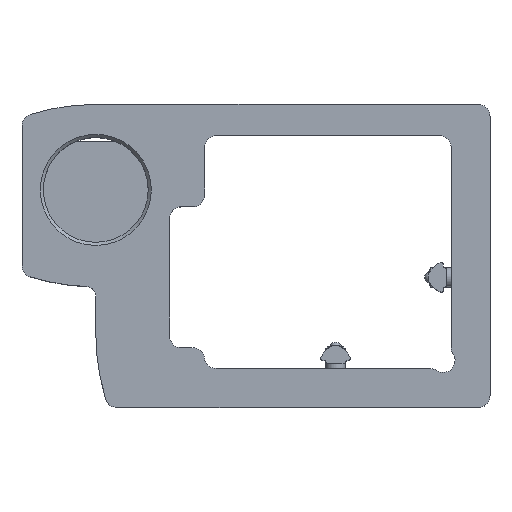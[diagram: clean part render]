
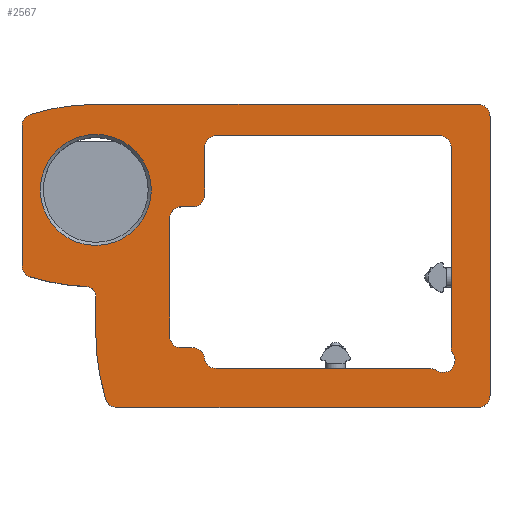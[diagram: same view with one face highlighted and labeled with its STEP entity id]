
A CAD part, top view. The second image highlights one B-rep face of the part: STEP entity #2567.
In plain terms, the highlighted planar face has unit normal (0, 0, 1).
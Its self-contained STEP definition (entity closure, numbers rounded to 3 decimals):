
#131=CIRCLE('',#2752,3.);
#133=CIRCLE('',#2755,57.);
#135=CIRCLE('',#2758,2.5);
#137=CIRCLE('',#2762,57.);
#139=CIRCLE('',#2765,3.);
#143=CIRCLE('',#2771,3.);
#147=CIRCLE('',#2777,3.);
#149=CIRCLE('',#2781,57.);
#151=CIRCLE('',#2784,3.);
#153=CIRCLE('',#2788,3.);
#155=CIRCLE('',#2792,3.);
#157=CIRCLE('',#2796,3.);
#161=CIRCLE('',#2802,3.);
#163=CIRCLE('',#2805,3.);
#165=CIRCLE('',#2808,3.);
#169=CIRCLE('',#2814,3.);
#171=CIRCLE('',#2817,3.);
#173=CIRCLE('',#2821,3.);
#175=CIRCLE('',#2825,3.);
#178=CIRCLE('',#2830,14.3);
#496=ORIENTED_EDGE('',*,*,#1156,.T.);
#497=ORIENTED_EDGE('',*,*,#1098,.F.);
#498=ORIENTED_EDGE('',*,*,#1102,.F.);
#499=ORIENTED_EDGE('',*,*,#1105,.T.);
#500=ORIENTED_EDGE('',*,*,#1108,.F.);
#501=ORIENTED_EDGE('',*,*,#1111,.F.);
#502=ORIENTED_EDGE('',*,*,#1114,.F.);
#503=ORIENTED_EDGE('',*,*,#1117,.F.);
#504=ORIENTED_EDGE('',*,*,#1122,.F.);
#505=ORIENTED_EDGE('',*,*,#1125,.T.);
#506=ORIENTED_EDGE('',*,*,#1128,.F.);
#507=ORIENTED_EDGE('',*,*,#1131,.T.);
#508=ORIENTED_EDGE('',*,*,#1136,.F.);
#509=ORIENTED_EDGE('',*,*,#1139,.F.);
#510=ORIENTED_EDGE('',*,*,#1142,.T.);
#511=ORIENTED_EDGE('',*,*,#1145,.F.);
#512=ORIENTED_EDGE('',*,*,#1148,.F.);
#513=ORIENTED_EDGE('',*,*,#1151,.F.);
#514=ORIENTED_EDGE('',*,*,#1054,.T.);
#515=ORIENTED_EDGE('',*,*,#1058,.T.);
#516=ORIENTED_EDGE('',*,*,#1061,.T.);
#517=ORIENTED_EDGE('',*,*,#1064,.F.);
#518=ORIENTED_EDGE('',*,*,#1067,.T.);
#519=ORIENTED_EDGE('',*,*,#1070,.T.);
#520=ORIENTED_EDGE('',*,*,#1073,.T.);
#521=ORIENTED_EDGE('',*,*,#1078,.T.);
#522=ORIENTED_EDGE('',*,*,#1081,.T.);
#523=ORIENTED_EDGE('',*,*,#1086,.T.);
#524=ORIENTED_EDGE('',*,*,#1089,.T.);
#525=ORIENTED_EDGE('',*,*,#1092,.T.);
#526=ORIENTED_EDGE('',*,*,#1095,.T.);
#527=ORIENTED_EDGE('',*,*,#1153,.T.);
#1054=EDGE_CURVE('',#1415,#1416,#1669,.T.);
#1058=EDGE_CURVE('',#1416,#1419,#131,.T.);
#1061=EDGE_CURVE('',#1419,#1421,#133,.T.);
#1064=EDGE_CURVE('',#1423,#1421,#135,.T.);
#1067=EDGE_CURVE('',#1423,#1425,#1676,.T.);
#1070=EDGE_CURVE('',#1425,#1427,#137,.T.);
#1073=EDGE_CURVE('',#1427,#1429,#139,.T.);
#1078=EDGE_CURVE('',#1429,#1433,#1681,.T.);
#1081=EDGE_CURVE('',#1433,#1435,#143,.T.);
#1086=EDGE_CURVE('',#1435,#1439,#1685,.T.);
#1089=EDGE_CURVE('',#1439,#1441,#147,.T.);
#1092=EDGE_CURVE('',#1441,#1443,#1689,.T.);
#1095=EDGE_CURVE('',#1443,#1445,#149,.T.);
#1098=EDGE_CURVE('',#1447,#1448,#151,.T.);
#1102=EDGE_CURVE('',#1451,#1447,#1695,.T.);
#1105=EDGE_CURVE('',#1451,#1453,#153,.T.);
#1108=EDGE_CURVE('',#1455,#1453,#1699,.T.);
#1111=EDGE_CURVE('',#1457,#1455,#155,.T.);
#1114=EDGE_CURVE('',#1459,#1457,#1703,.T.);
#1117=EDGE_CURVE('',#1461,#1459,#157,.T.);
#1122=EDGE_CURVE('',#1465,#1461,#1707,.T.);
#1125=EDGE_CURVE('',#1465,#1467,#161,.T.);
#1128=EDGE_CURVE('',#1469,#1467,#163,.T.);
#1131=EDGE_CURVE('',#1469,#1471,#165,.T.);
#1136=EDGE_CURVE('',#1475,#1471,#1713,.T.);
#1139=EDGE_CURVE('',#1477,#1475,#169,.T.);
#1142=EDGE_CURVE('',#1477,#1479,#171,.T.);
#1145=EDGE_CURVE('',#1481,#1479,#1718,.T.);
#1148=EDGE_CURVE('',#1483,#1481,#173,.T.);
#1151=EDGE_CURVE('',#1448,#1483,#1722,.T.);
#1153=EDGE_CURVE('',#1445,#1415,#175,.T.);
#1156=EDGE_CURVE('',#1486,#1486,#178,.T.);
#1415=VERTEX_POINT('',#3868);
#1416=VERTEX_POINT('',#3869);
#1419=VERTEX_POINT('',#3877);
#1421=VERTEX_POINT('',#3883);
#1423=VERTEX_POINT('',#3889);
#1425=VERTEX_POINT('',#3895);
#1427=VERTEX_POINT('',#3901);
#1429=VERTEX_POINT('',#3907);
#1433=VERTEX_POINT('',#3917);
#1435=VERTEX_POINT('',#3923);
#1439=VERTEX_POINT('',#3933);
#1441=VERTEX_POINT('',#3939);
#1443=VERTEX_POINT('',#3945);
#1445=VERTEX_POINT('',#3951);
#1447=VERTEX_POINT('',#3957);
#1448=VERTEX_POINT('',#3958);
#1451=VERTEX_POINT('',#3966);
#1453=VERTEX_POINT('',#3972);
#1455=VERTEX_POINT('',#3978);
#1457=VERTEX_POINT('',#3984);
#1459=VERTEX_POINT('',#3990);
#1461=VERTEX_POINT('',#3996);
#1465=VERTEX_POINT('',#4006);
#1467=VERTEX_POINT('',#4012);
#1469=VERTEX_POINT('',#4018);
#1471=VERTEX_POINT('',#4024);
#1475=VERTEX_POINT('',#4034);
#1477=VERTEX_POINT('',#4040);
#1479=VERTEX_POINT('',#4046);
#1481=VERTEX_POINT('',#4052);
#1483=VERTEX_POINT('',#4058);
#1486=VERTEX_POINT('',#4073);
#1669=LINE('',#3867,#1852);
#1676=LINE('',#3894,#1859);
#1681=LINE('',#3916,#1864);
#1685=LINE('',#3932,#1868);
#1689=LINE('',#3944,#1872);
#1695=LINE('',#3965,#1878);
#1699=LINE('',#3977,#1882);
#1703=LINE('',#3989,#1886);
#1707=LINE('',#4005,#1890);
#1713=LINE('',#4033,#1896);
#1718=LINE('',#4051,#1901);
#1722=LINE('',#4063,#1905);
#1852=VECTOR('',#3064,1000.);
#1859=VECTOR('',#3091,1000.);
#1864=VECTOR('',#3114,1000.);
#1868=VECTOR('',#3130,1000.);
#1872=VECTOR('',#3142,1000.);
#1878=VECTOR('',#3162,1000.);
#1882=VECTOR('',#3174,1000.);
#1886=VECTOR('',#3186,1000.);
#1890=VECTOR('',#3202,1000.);
#1896=VECTOR('',#3232,1000.);
#1901=VECTOR('',#3251,1000.);
#1905=VECTOR('',#3263,1000.);
#2077=EDGE_LOOP('',(#496));
#2078=EDGE_LOOP('',(#497,#498,#499,#500,#501,#502,#503,#504,#505,#506,#507,
#508,#509,#510,#511,#512,#513));
#2079=EDGE_LOOP('',(#514,#515,#516,#517,#518,#519,#520,#521,#522,#523,#524,
#525,#526,#527));
#2290=FACE_BOUND('',#2077,.T.);
#2291=FACE_BOUND('',#2078,.T.);
#2292=FACE_BOUND('',#2079,.T.);
#2476=PLANE('',#2829);
#2567=ADVANCED_FACE('',(#2290,#2291,#2292),#2476,.T.);
#2752=AXIS2_PLACEMENT_3D('',#3876,#3070,#3071);
#2755=AXIS2_PLACEMENT_3D('',#3882,#3077,#3078);
#2758=AXIS2_PLACEMENT_3D('',#3888,#3084,#3085);
#2762=AXIS2_PLACEMENT_3D('',#3900,#3096,#3097);
#2765=AXIS2_PLACEMENT_3D('',#3906,#3103,#3104);
#2771=AXIS2_PLACEMENT_3D('',#3922,#3119,#3120);
#2777=AXIS2_PLACEMENT_3D('',#3938,#3135,#3136);
#2781=AXIS2_PLACEMENT_3D('',#3950,#3147,#3148);
#2784=AXIS2_PLACEMENT_3D('',#3956,#3154,#3155);
#2788=AXIS2_PLACEMENT_3D('',#3971,#3167,#3168);
#2792=AXIS2_PLACEMENT_3D('',#3983,#3179,#3180);
#2796=AXIS2_PLACEMENT_3D('',#3995,#3191,#3192);
#2802=AXIS2_PLACEMENT_3D('',#4011,#3207,#3208);
#2805=AXIS2_PLACEMENT_3D('',#4017,#3214,#3215);
#2808=AXIS2_PLACEMENT_3D('',#4023,#3221,#3222);
#2814=AXIS2_PLACEMENT_3D('',#4039,#3237,#3238);
#2817=AXIS2_PLACEMENT_3D('',#4045,#3244,#3245);
#2821=AXIS2_PLACEMENT_3D('',#4057,#3256,#3257);
#2825=AXIS2_PLACEMENT_3D('',#4066,#3267,#3268);
#2829=AXIS2_PLACEMENT_3D('',#4071,#3275,#3276);
#2830=AXIS2_PLACEMENT_3D('',#4072,#3277,#3278);
#3064=DIRECTION('',(0.,-1.,0.));
#3070=DIRECTION('',(0.,0.,1.));
#3071=DIRECTION('',(1.,0.,0.));
#3077=DIRECTION('',(0.,0.,1.));
#3078=DIRECTION('',(1.,0.,0.));
#3084=DIRECTION('',(0.,0.,1.));
#3085=DIRECTION('',(1.,0.,0.));
#3091=DIRECTION('',(0.,-1.,0.));
#3096=DIRECTION('',(0.,0.,1.));
#3097=DIRECTION('',(1.,0.,0.));
#3103=DIRECTION('',(0.,0.,1.));
#3104=DIRECTION('',(1.,0.,0.));
#3114=DIRECTION('',(1.,0.,0.));
#3119=DIRECTION('',(0.,0.,1.));
#3120=DIRECTION('',(1.,0.,0.));
#3130=DIRECTION('',(0.,1.,0.));
#3135=DIRECTION('',(0.,0.,1.));
#3136=DIRECTION('',(1.,0.,0.));
#3142=DIRECTION('',(-1.,0.,0.));
#3147=DIRECTION('',(0.,0.,1.));
#3148=DIRECTION('',(1.,0.,0.));
#3154=DIRECTION('',(0.,0.,1.));
#3155=DIRECTION('',(1.,0.,0.));
#3162=DIRECTION('',(-1.,0.,0.));
#3167=DIRECTION('',(0.,0.,1.));
#3168=DIRECTION('',(1.,0.,0.));
#3174=DIRECTION('',(0.,-1.,0.));
#3179=DIRECTION('',(0.,0.,1.));
#3180=DIRECTION('',(1.,0.,0.));
#3186=DIRECTION('',(-1.,0.,0.));
#3191=DIRECTION('',(0.,0.,1.));
#3192=DIRECTION('',(1.,0.,0.));
#3202=DIRECTION('',(0.,1.,0.));
#3207=DIRECTION('',(0.,0.,1.));
#3208=DIRECTION('',(1.,0.,0.));
#3214=DIRECTION('',(0.,0.,1.));
#3215=DIRECTION('',(1.,0.,0.));
#3221=DIRECTION('',(0.,0.,1.));
#3222=DIRECTION('',(1.,0.,0.));
#3232=DIRECTION('',(1.,0.,0.));
#3237=DIRECTION('',(0.,0.,1.));
#3238=DIRECTION('',(1.,0.,0.));
#3244=DIRECTION('',(0.,0.,1.));
#3245=DIRECTION('',(1.,0.,0.));
#3251=DIRECTION('',(1.,0.,0.));
#3256=DIRECTION('',(0.,0.,1.));
#3257=DIRECTION('',(1.,0.,0.));
#3263=DIRECTION('',(0.,-1.,0.));
#3267=DIRECTION('',(0.,0.,1.));
#3268=DIRECTION('',(1.,0.,0.));
#3275=DIRECTION('',(0.,0.,1.));
#3276=DIRECTION('',(1.,0.,0.));
#3277=DIRECTION('',(0.,0.,-1.));
#3278=DIRECTION('',(-1.,0.,0.));
#3867=CARTESIAN_POINT('',(-60.25,72.575,0.));
#3868=CARTESIAN_POINT('',(-60.25,72.575,0.));
#3869=CARTESIAN_POINT('',(-60.25,36.475,0.));
#3876=CARTESIAN_POINT('',(-57.25,36.475,0.));
#3877=CARTESIAN_POINT('',(-58.139,33.61,0.));
#3882=CARTESIAN_POINT('',(-41.25,88.05,0.));
#3883=CARTESIAN_POINT('',(-43.645,31.1,0.));
#3888=CARTESIAN_POINT('',(-43.75,28.603,0.));
#3889=CARTESIAN_POINT('',(-41.25,28.603,0.));
#3894=CARTESIAN_POINT('',(-41.25,28.603,0.));
#3895=CARTESIAN_POINT('',(-41.25,19.,0.));
#3900=CARTESIAN_POINT('',(15.75,19.,0.));
#3901=CARTESIAN_POINT('',(-38.69,2.111,0.));
#3906=CARTESIAN_POINT('',(-35.825,3.,0.));
#3907=CARTESIAN_POINT('',(-35.825,0.,0.));
#3916=CARTESIAN_POINT('',(-35.825,0.,0.));
#3917=CARTESIAN_POINT('',(57.25,0.,0.));
#3922=CARTESIAN_POINT('',(57.25,3.,0.));
#3923=CARTESIAN_POINT('',(60.25,3.,0.));
#3932=CARTESIAN_POINT('',(60.25,3.,0.));
#3933=CARTESIAN_POINT('',(60.25,75.,0.));
#3938=CARTESIAN_POINT('',(57.25,75.,0.));
#3939=CARTESIAN_POINT('',(57.25,78.,0.));
#3944=CARTESIAN_POINT('',(57.25,78.,0.));
#3945=CARTESIAN_POINT('',(-41.25,78.,0.));
#3950=CARTESIAN_POINT('',(-41.25,21.,0.));
#3951=CARTESIAN_POINT('',(-58.139,75.44,0.));
#3956=CARTESIAN_POINT('',(-19.25,48.65,0.));
#3957=CARTESIAN_POINT('',(-19.25,51.65,0.));
#3958=CARTESIAN_POINT('',(-22.25,48.65,0.));
#3965=CARTESIAN_POINT('',(-16.25,51.65,0.));
#3966=CARTESIAN_POINT('',(-16.25,51.65,0.));
#3971=CARTESIAN_POINT('',(-16.25,54.65,0.));
#3972=CARTESIAN_POINT('',(-13.25,54.65,0.));
#3977=CARTESIAN_POINT('',(-13.25,67.,0.));
#3978=CARTESIAN_POINT('',(-13.25,67.,0.));
#3983=CARTESIAN_POINT('',(-10.25,67.,0.));
#3984=CARTESIAN_POINT('',(-10.25,70.,0.));
#3989=CARTESIAN_POINT('',(47.25,70.,0.));
#3990=CARTESIAN_POINT('',(47.25,70.,0.));
#3995=CARTESIAN_POINT('',(47.25,67.,0.));
#3996=CARTESIAN_POINT('',(50.25,67.,0.));
#4005=CARTESIAN_POINT('',(50.25,15.317,0.));
#4006=CARTESIAN_POINT('',(50.25,15.317,0.));
#4011=CARTESIAN_POINT('',(53.25,15.317,0.));
#4012=CARTESIAN_POINT('',(50.75,13.658,0.));
#4017=CARTESIAN_POINT('',(48.25,12.,0.));
#4018=CARTESIAN_POINT('',(46.592,9.5,0.));
#4023=CARTESIAN_POINT('',(44.933,7.,0.));
#4024=CARTESIAN_POINT('',(44.933,10.,0.));
#4033=CARTESIAN_POINT('',(-10.25,10.,0.));
#4034=CARTESIAN_POINT('',(-10.25,10.,0.));
#4039=CARTESIAN_POINT('',(-10.25,13.,0.));
#4040=CARTESIAN_POINT('',(-13.232,12.675,0.));
#4045=CARTESIAN_POINT('',(-16.215,12.35,0.));
#4046=CARTESIAN_POINT('',(-16.215,15.35,0.));
#4051=CARTESIAN_POINT('',(-19.25,15.35,0.));
#4052=CARTESIAN_POINT('',(-19.25,15.35,0.));
#4057=CARTESIAN_POINT('',(-19.25,18.35,0.));
#4058=CARTESIAN_POINT('',(-22.25,18.35,0.));
#4063=CARTESIAN_POINT('',(-22.25,48.65,0.));
#4066=CARTESIAN_POINT('',(-57.25,72.575,0.));
#4071=CARTESIAN_POINT('',(-57.25,36.475,0.));
#4072=CARTESIAN_POINT('',(-41.25,56.,0.));
#4073=CARTESIAN_POINT('',(-55.55,56.,0.));
